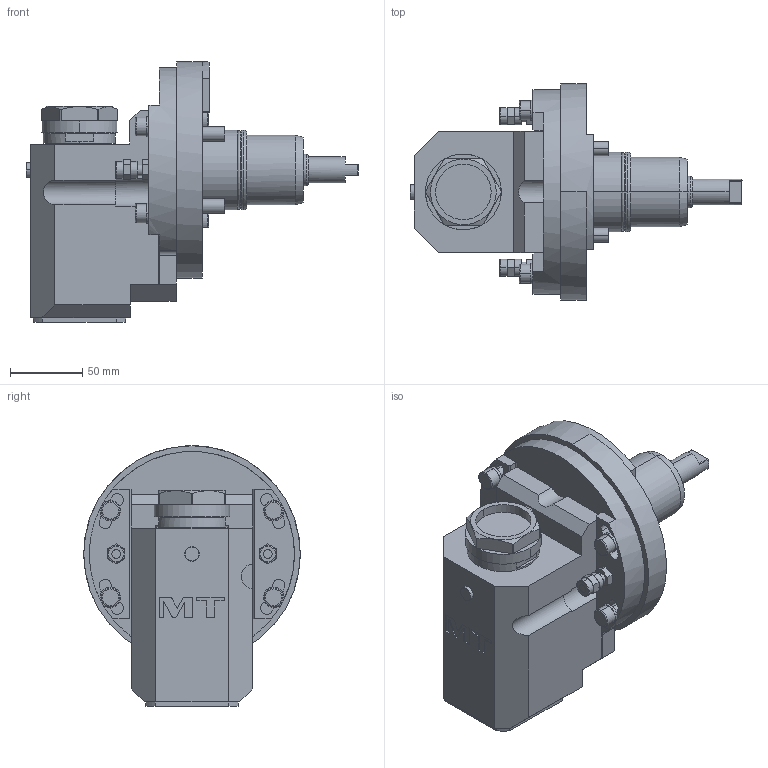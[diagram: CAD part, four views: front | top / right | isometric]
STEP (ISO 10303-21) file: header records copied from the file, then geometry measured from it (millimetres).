
FILE_DESCRIPTION((''),'2;1');
FILE_NAME('NKM1240100_CONF','2023-06-21T11:25:58',('gvalli'),('M.T. srl'),'CREO PARAMETRIC BY PTC INC, 2021072','CREO PARAMETRIC BY PTC INC, 2021072','');
FILE_SCHEMA(('CONFIG_CONTROL_DESIGN'));
Length unit declared in the file: millimetre
Products named in the file (1): NKM1240100_CONF
Bounding box: 230 x 150 x 180.5 mm (x, y, z)
Volume: 1645516.9 mm3; surface area: 131144.1 mm2
Topology: 1 solids, 5 shells, 369 faces, 907 edges, 584 vertices
Faces by surface type: plane 188, cylinder 129, cone 26, torus 24, extrusion 2
Entity records: 11723 total; most frequent: CARTESIAN_POINT 2656, DIRECTION 1987, ORIENTED_EDGE 1814, EDGE_CURVE 907, AXIS2_PLACEMENT_3D 755, VERTEX_POINT 584, VECTOR 477, LINE 475
